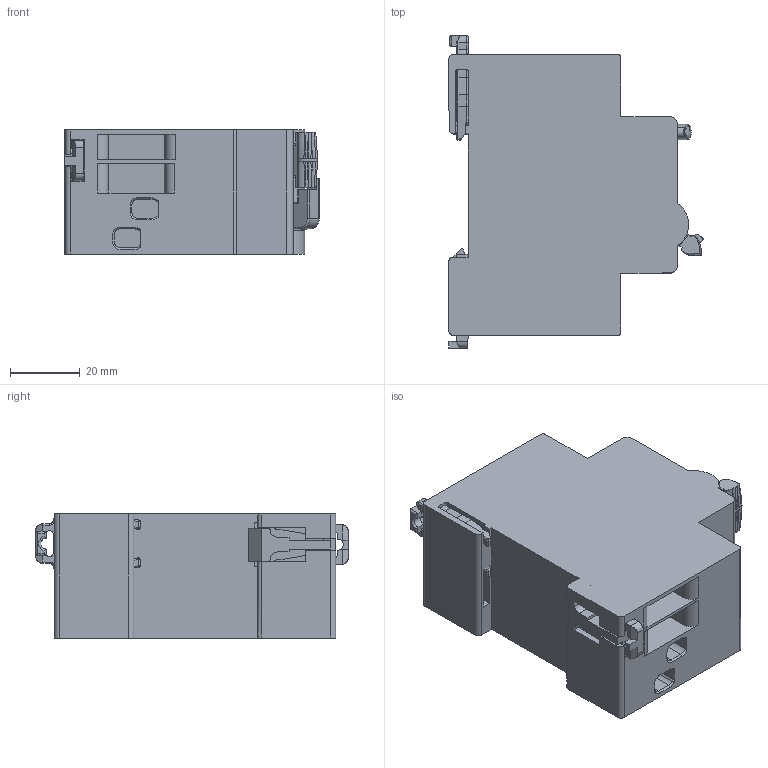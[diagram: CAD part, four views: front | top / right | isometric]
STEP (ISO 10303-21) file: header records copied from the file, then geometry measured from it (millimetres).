
FILE_DESCRIPTION((''),'2;1');
FILE_NAME('SB110517_3D-SIMPIFIED_ASM','2013-01-14T',('mcordero'),(''),'PRO/ENGINEER BY PARAMETRIC TECHNOLOGY CORPORATION, 2006170','PRO/ENGINEER BY PARAMETRIC TECHNOLOGY CORPORATION, 2006170','');
FILE_SCHEMA(('CONFIG_CONTROL_DESIGN'));
Length unit declared in the file: millimetre
Products named in the file (9): COQUE_16; CLIP_BAS_2; CLIP_HAUT_2; PIECE_OBLONG_3; VIS_3; MANETTE_1_3; MANETTE_2_3; SB100440_SIMPLE_ASM_8_ASM; SB110517_3D-SIMPIFIED_ASM
Assembly tree (11 placements, depth 3):
  SB110517_3D-SIMPIFIED_ASM
    SB100440_SIMPLE_ASM_8_ASM
      COQUE_16
      CLIP_BAS_2
      CLIP_HAUT_2
      PIECE_OBLONG_3
      VIS_3  x4
      MANETTE_1_3
      MANETTE_2_3
Bounding box: 73.01 x 89.7 x 35.6 mm (x, y, z)
Volume: 149423.6 mm3; surface area: 31872.2 mm2
Topology: 10 solids, 10 shells, 719 faces, 1960 edges, 1249 vertices
Faces by surface type: plane 376, cylinder 194, torus 42, bspline 42, cone 40, extrusion 18, sphere 7
Entity records: 21280 total; most frequent: CARTESIAN_POINT 5985, ORIENTED_EDGE 3282, DIRECTION 3041, EDGE_CURVE 1641, VERTEX_POINT 1060, AXIS2_PLACEMENT_3D 1052, VECTOR 937, LINE 919
